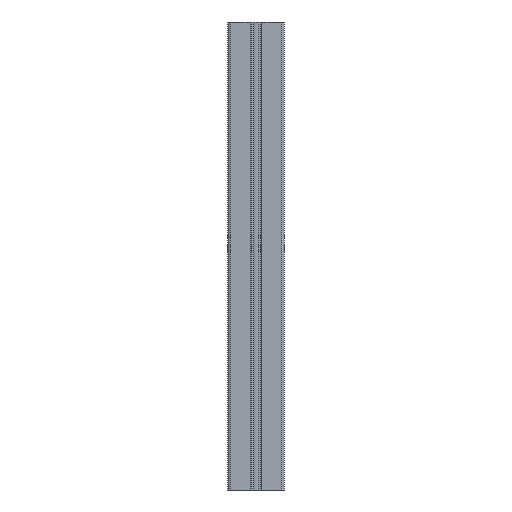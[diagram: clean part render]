
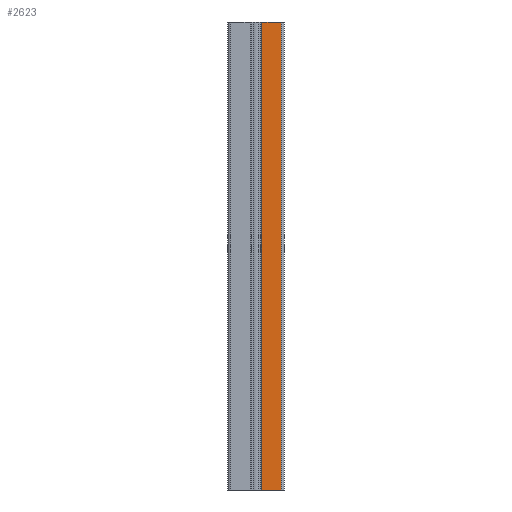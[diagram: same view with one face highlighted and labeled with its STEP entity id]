
A CAD part, front view. The second image highlights one B-rep face of the part: STEP entity #2623.
In plain terms, the highlighted planar face has unit normal (0, -1, 0).
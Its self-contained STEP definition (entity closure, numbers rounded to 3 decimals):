
#1383 = EDGE_CURVE ( 'NONE', #1503, #1493, #5080, .T. ) ;
#1493 = VERTEX_POINT ( 'NONE', #5261 ) ;
#1503 = VERTEX_POINT ( 'NONE', #5293 ) ;
#2409 = EDGE_CURVE ( 'NONE', #2428, #2429, #6821, .T. ) ;
#2428 = VERTEX_POINT ( 'NONE', #6852 ) ;
#2429 = VERTEX_POINT ( 'NONE', #6847 ) ;
#2578 = EDGE_LOOP ( 'NONE', ( #2707, #2627, #2626, #2846 ) ) ;
#2623 = ADVANCED_FACE ( 'NONE', ( #7189 ), #7188, .F. ) ;
#2624 = EDGE_CURVE ( 'NONE', #1493, #2429, #7179, .T. ) ;
#2626 = ORIENTED_EDGE ( 'NONE', *, *, #1383, .F. ) ;
#2627 = ORIENTED_EDGE ( 'NONE', *, *, #2624, .F. ) ;
#2707 = ORIENTED_EDGE ( 'NONE', *, *, #2409, .T. ) ;
#2717 = EDGE_CURVE ( 'NONE', #1503, #2428, #7355, .T. ) ;
#2846 = ORIENTED_EDGE ( 'NONE', *, *, #2717, .T. ) ;
#5017 = DIRECTION ( 'NONE',  ( 0., 0., -1. ) ) ;
#5064 = DIRECTION ( 'NONE',  ( 1., 0., 0. ) ) ;
#5065 = CARTESIAN_POINT ( 'NONE',  ( -10145.11, -8428.475, 500. ) ) ;
#5080 = LINE ( 'NONE', #5065, #5123 ) ;
#5123 = VECTOR ( 'NONE', #5064, 1000. ) ;
#5261 = CARTESIAN_POINT ( 'NONE',  ( -10124.41, -8428.475, 500. ) ) ;
#5293 = CARTESIAN_POINT ( 'NONE',  ( -10145.11, -8428.475, 500. ) ) ;
#6820 = VECTOR ( 'NONE', #6828, 1000. ) ;
#6821 = LINE ( 'NONE', #6831, #6820 ) ;
#6828 = DIRECTION ( 'NONE',  ( 1., 0., 0. ) ) ;
#6831 = CARTESIAN_POINT ( 'NONE',  ( -10145.11, -8428.475, 0. ) ) ;
#6847 = CARTESIAN_POINT ( 'NONE',  ( -10124.41, -8428.475, 0. ) ) ;
#6852 = CARTESIAN_POINT ( 'NONE',  ( -10145.11, -8428.475, 0. ) ) ;
#7147 = CARTESIAN_POINT ( 'NONE',  ( -10145.11, -8428.475, 500. ) ) ;
#7177 = DIRECTION ( 'NONE',  ( -1., 0., 0. ) ) ;
#7178 = VECTOR ( 'NONE', #5017, 1000. ) ;
#7179 = LINE ( 'NONE', #7187, #7178 ) ;
#7181 = DIRECTION ( 'NONE',  ( 0., 1., 0. ) ) ;
#7187 = CARTESIAN_POINT ( 'NONE',  ( -10124.41, -8428.475, 500. ) ) ;
#7188 = PLANE ( 'NONE',  #7192 ) ;
#7189 = FACE_OUTER_BOUND ( 'NONE', #2578, .T. ) ;
#7192 = AXIS2_PLACEMENT_3D ( 'NONE', #7147, #7181, #7177 ) ;
#7298 = CARTESIAN_POINT ( 'NONE',  ( -10145.11, -8428.475, 500. ) ) ;
#7353 = DIRECTION ( 'NONE',  ( 0., 0., -1. ) ) ;
#7354 = VECTOR ( 'NONE', #7353, 1000. ) ;
#7355 = LINE ( 'NONE', #7298, #7354 ) ;
